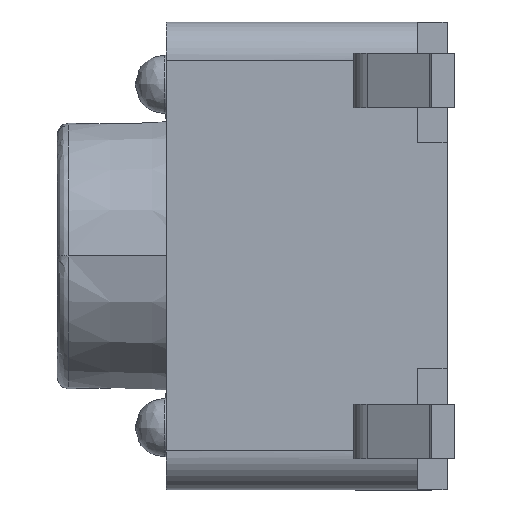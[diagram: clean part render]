
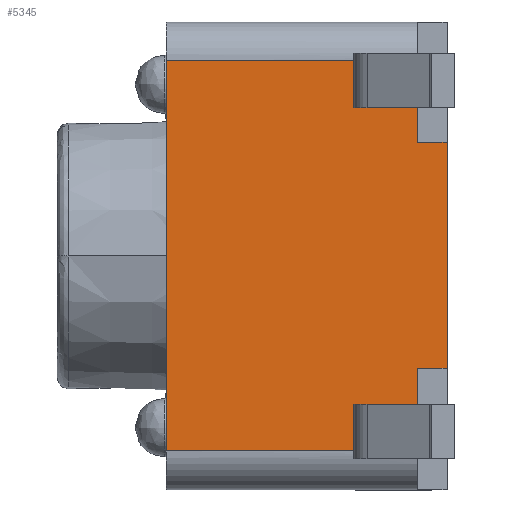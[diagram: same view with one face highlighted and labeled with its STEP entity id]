
A CAD part, left-side view. The second image highlights one B-rep face of the part: STEP entity #5345.
In plain terms, the highlighted planar face has unit normal (-1, 0, 0).
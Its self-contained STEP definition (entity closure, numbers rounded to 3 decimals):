
#47 = AXIS2_PLACEMENT_3D ( 'NONE', #10967, #9356, #6628 ) ;
#53 = VECTOR ( 'NONE', #633, 1000. ) ;
#136 = LINE ( 'NONE', #3049, #8916 ) ;
#312 = CARTESIAN_POINT ( 'NONE',  ( -3., 1.44, 0. ) ) ;
#342 = CARTESIAN_POINT ( 'NONE',  ( -3., -1.46, 0. ) ) ;
#487 = ORIENTED_EDGE ( 'NONE', *, *, #1091, .T. ) ;
#633 = DIRECTION ( 'NONE',  ( 0., 0., 1. ) ) ;
#697 = LINE ( 'NONE', #6331, #5077 ) ;
#916 = VERTEX_POINT ( 'NONE', #8347 ) ;
#1059 = EDGE_CURVE ( 'NONE', #916, #9971, #10628, .T. ) ;
#1077 = DIRECTION ( 'NONE',  ( 0., 1., 0. ) ) ;
#1091 = EDGE_CURVE ( 'NONE', #3857, #9163, #2099, .T. ) ;
#1331 = VECTOR ( 'NONE', #4431, 1000. ) ;
#1637 = DIRECTION ( 'NONE',  ( 0., -1., 0. ) ) ;
#1888 = DIRECTION ( 'NONE',  ( 0., 0., -1. ) ) ;
#1889 = CARTESIAN_POINT ( 'NONE',  ( -3., 1.44, -0.38 ) ) ;
#1940 = CARTESIAN_POINT ( 'NONE',  ( -3., -2.5, 0.52 ) ) ;
#2046 = LINE ( 'NONE', #10347, #6412 ) ;
#2099 = LINE ( 'NONE', #4993, #8973 ) ;
#2144 = VERTEX_POINT ( 'NONE', #9620 ) ;
#2213 = DIRECTION ( 'NONE',  ( 0., -1., 0. ) ) ;
#2280 = ORIENTED_EDGE ( 'NONE', *, *, #10970, .T. ) ;
#2410 = EDGE_CURVE ( 'NONE', #9163, #2568, #2453, .T. ) ;
#2453 = LINE ( 'NONE', #4903, #4368 ) ;
#2493 = EDGE_CURVE ( 'NONE', #4324, #5158, #2046, .T. ) ;
#2528 = DIRECTION ( 'NONE',  ( 0., -1., 0. ) ) ;
#2551 = EDGE_CURVE ( 'NONE', #10693, #3857, #11107, .T. ) ;
#2560 = VERTEX_POINT ( 'NONE', #3810 ) ;
#2568 = VERTEX_POINT ( 'NONE', #312 ) ;
#2767 = ORIENTED_EDGE ( 'NONE', *, *, #9096, .T. ) ;
#2775 = VERTEX_POINT ( 'NONE', #342 ) ;
#3008 = DIRECTION ( 'NONE',  ( 0., -1., 0. ) ) ;
#3049 = CARTESIAN_POINT ( 'NONE',  ( -3., -2.75, 0.82 ) ) ;
#3067 = EDGE_CURVE ( 'NONE', #6306, #3641, #7791, .T. ) ;
#3199 = EDGE_CURVE ( 'NONE', #2568, #4485, #8794, .T. ) ;
#3401 = CARTESIAN_POINT ( 'NONE',  ( -3., -1.46, -0.56 ) ) ;
#3597 = ORIENTED_EDGE ( 'NONE', *, *, #10317, .T. ) ;
#3641 = VERTEX_POINT ( 'NONE', #8735 ) ;
#3669 = VECTOR ( 'NONE', #1077, 1000. ) ;
#3810 = CARTESIAN_POINT ( 'NONE',  ( -3., -1.9, 0.52 ) ) ;
#3824 = ORIENTED_EDGE ( 'NONE', *, *, #2551, .T. ) ;
#3857 = VERTEX_POINT ( 'NONE', #9207 ) ;
#4323 = ORIENTED_EDGE ( 'NONE', *, *, #2493, .T. ) ;
#4324 = VERTEX_POINT ( 'NONE', #8264 ) ;
#4368 = VECTOR ( 'NONE', #5752, 1000. ) ;
#4431 = DIRECTION ( 'NONE',  ( 0., -1., 0. ) ) ;
#4485 = VERTEX_POINT ( 'NONE', #1889 ) ;
#4502 = CARTESIAN_POINT ( 'NONE',  ( -3., 1.9, 0.82 ) ) ;
#4506 = ORIENTED_EDGE ( 'NONE', *, *, #9985, .T. ) ;
#4544 = EDGE_CURVE ( 'NONE', #2560, #10872, #9179, .T. ) ;
#4563 = FACE_OUTER_BOUND ( 'NONE', #6646, .T. ) ;
#4618 = VECTOR ( 'NONE', #5947, 1000. ) ;
#4903 = CARTESIAN_POINT ( 'NONE',  ( -3., -2.75, 0. ) ) ;
#4993 = CARTESIAN_POINT ( 'NONE',  ( -3., 2.5, -0.56 ) ) ;
#5050 = EDGE_CURVE ( 'NONE', #6306, #4324, #6770, .T. ) ;
#5077 = VECTOR ( 'NONE', #1888, 1000. ) ;
#5158 = VERTEX_POINT ( 'NONE', #4502 ) ;
#5254 = DIRECTION ( 'NONE',  ( 0., 0., -1. ) ) ;
#5345 = ADVANCED_FACE ( 'NONE', ( #4563 ), #10062, .T. ) ;
#5383 = ORIENTED_EDGE ( 'NONE', *, *, #2410, .T. ) ;
#5429 = ORIENTED_EDGE ( 'NONE', *, *, #3199, .T. ) ;
#5432 = CARTESIAN_POINT ( 'NONE',  ( -3., -3.3, 3.22 ) ) ;
#5559 = CARTESIAN_POINT ( 'NONE',  ( -3., -2.75, 0.52 ) ) ;
#5709 = LINE ( 'NONE', #3401, #11083 ) ;
#5752 = DIRECTION ( 'NONE',  ( 0., -1., 0. ) ) ;
#5802 = CARTESIAN_POINT ( 'NONE',  ( -3., -2.5, -0.56 ) ) ;
#5898 = VECTOR ( 'NONE', #7210, 1000. ) ;
#5907 = LINE ( 'NONE', #9627, #9642 ) ;
#5947 = DIRECTION ( 'NONE',  ( 0., 0., 1. ) ) ;
#6024 = CARTESIAN_POINT ( 'NONE',  ( -3., -1.9, -0.56 ) ) ;
#6083 = CARTESIAN_POINT ( 'NONE',  ( -3., 2.5, -0.56 ) ) ;
#6169 = VECTOR ( 'NONE', #10806, 1000. ) ;
#6229 = ORIENTED_EDGE ( 'NONE', *, *, #8577, .T. ) ;
#6298 = CARTESIAN_POINT ( 'NONE',  ( -3., 2.5, 3.22 ) ) ;
#6306 = VERTEX_POINT ( 'NONE', #6298 ) ;
#6331 = CARTESIAN_POINT ( 'NONE',  ( -3., 1.9, -0.56 ) ) ;
#6412 = VECTOR ( 'NONE', #2528, 1000. ) ;
#6466 = ORIENTED_EDGE ( 'NONE', *, *, #4544, .T. ) ;
#6618 = VERTEX_POINT ( 'NONE', #6951 ) ;
#6628 = DIRECTION ( 'NONE',  ( 0., 0., 1. ) ) ;
#6646 = EDGE_LOOP ( 'NONE', ( #10483, #3824, #487, #5383, #5429, #9525, #2280, #2767, #7022, #4506, #6466, #6229, #3597, #7660, #9512, #4323 ) ) ;
#6647 = CARTESIAN_POINT ( 'NONE',  ( -3., 1.9, 0.52 ) ) ;
#6770 = LINE ( 'NONE', #6083, #10115 ) ;
#6772 = DIRECTION ( 'NONE',  ( 0., 0., 1. ) ) ;
#6814 = LINE ( 'NONE', #8273, #10016 ) ;
#6839 = CARTESIAN_POINT ( 'NONE',  ( -3., -1.9, 0.82 ) ) ;
#6878 = DIRECTION ( 'NONE',  ( 0., 0., 1. ) ) ;
#6951 = CARTESIAN_POINT ( 'NONE',  ( -3., -2.5, 0.82 ) ) ;
#7022 = ORIENTED_EDGE ( 'NONE', *, *, #1059, .T. ) ;
#7210 = DIRECTION ( 'NONE',  ( 0., 1., 0. ) ) ;
#7451 = CARTESIAN_POINT ( 'NONE',  ( -3., 2.5, 0. ) ) ;
#7660 = ORIENTED_EDGE ( 'NONE', *, *, #3067, .F. ) ;
#7791 = LINE ( 'NONE', #5432, #1331 ) ;
#7931 = CARTESIAN_POINT ( 'NONE',  ( -3., -2.5, -0.56 ) ) ;
#8201 = CARTESIAN_POINT ( 'NONE',  ( -3., 1.44, -0.56 ) ) ;
#8264 = CARTESIAN_POINT ( 'NONE',  ( -3., 2.5, 0.82 ) ) ;
#8273 = CARTESIAN_POINT ( 'NONE',  ( -3., -2.75, 0. ) ) ;
#8347 = CARTESIAN_POINT ( 'NONE',  ( -3., -2.5, 0. ) ) ;
#8495 = VECTOR ( 'NONE', #6772, 1000. ) ;
#8505 = EDGE_CURVE ( 'NONE', #5158, #10693, #697, .T. ) ;
#8577 = EDGE_CURVE ( 'NONE', #10872, #6618, #136, .T. ) ;
#8735 = CARTESIAN_POINT ( 'NONE',  ( -3., -2.5, 3.22 ) ) ;
#8794 = LINE ( 'NONE', #8201, #6169 ) ;
#8916 = VECTOR ( 'NONE', #3008, 1000. ) ;
#8973 = VECTOR ( 'NONE', #11214, 1000. ) ;
#9096 = EDGE_CURVE ( 'NONE', #2775, #916, #6814, .T. ) ;
#9163 = VERTEX_POINT ( 'NONE', #7451 ) ;
#9179 = LINE ( 'NONE', #6024, #4618 ) ;
#9207 = CARTESIAN_POINT ( 'NONE',  ( -3., 2.5, 0.52 ) ) ;
#9328 = LINE ( 'NONE', #5802, #8495 ) ;
#9356 = DIRECTION ( 'NONE',  ( -1., 0., 0. ) ) ;
#9512 = ORIENTED_EDGE ( 'NONE', *, *, #5050, .T. ) ;
#9525 = ORIENTED_EDGE ( 'NONE', *, *, #9736, .T. ) ;
#9620 = CARTESIAN_POINT ( 'NONE',  ( -3., -1.46, -0.38 ) ) ;
#9627 = CARTESIAN_POINT ( 'NONE',  ( -3., -2.75, -0.38 ) ) ;
#9642 = VECTOR ( 'NONE', #1637, 1000. ) ;
#9736 = EDGE_CURVE ( 'NONE', #4485, #2144, #5907, .T. ) ;
#9938 = CARTESIAN_POINT ( 'NONE',  ( -3., -2.75, 0.52 ) ) ;
#9971 = VERTEX_POINT ( 'NONE', #1940 ) ;
#9985 = EDGE_CURVE ( 'NONE', #9971, #2560, #10445, .T. ) ;
#10016 = VECTOR ( 'NONE', #2213, 1000. ) ;
#10062 = PLANE ( 'NONE',  #47 ) ;
#10115 = VECTOR ( 'NONE', #5254, 1000. ) ;
#10317 = EDGE_CURVE ( 'NONE', #6618, #3641, #9328, .T. ) ;
#10347 = CARTESIAN_POINT ( 'NONE',  ( -3., -2.75, 0.82 ) ) ;
#10445 = LINE ( 'NONE', #9938, #5898 ) ;
#10483 = ORIENTED_EDGE ( 'NONE', *, *, #8505, .T. ) ;
#10628 = LINE ( 'NONE', #7931, #53 ) ;
#10693 = VERTEX_POINT ( 'NONE', #6647 ) ;
#10806 = DIRECTION ( 'NONE',  ( 0., 0., -1. ) ) ;
#10872 = VERTEX_POINT ( 'NONE', #6839 ) ;
#10967 = CARTESIAN_POINT ( 'NONE',  ( -3., -2.75, -0.56 ) ) ;
#10970 = EDGE_CURVE ( 'NONE', #2144, #2775, #5709, .T. ) ;
#11083 = VECTOR ( 'NONE', #6878, 1000. ) ;
#11107 = LINE ( 'NONE', #5559, #3669 ) ;
#11214 = DIRECTION ( 'NONE',  ( 0., 0., -1. ) ) ;
